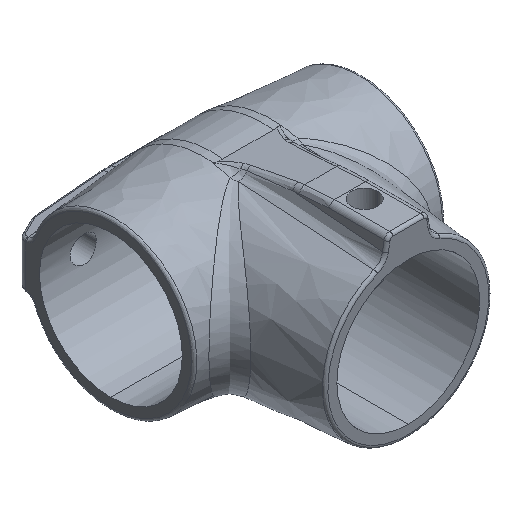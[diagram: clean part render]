
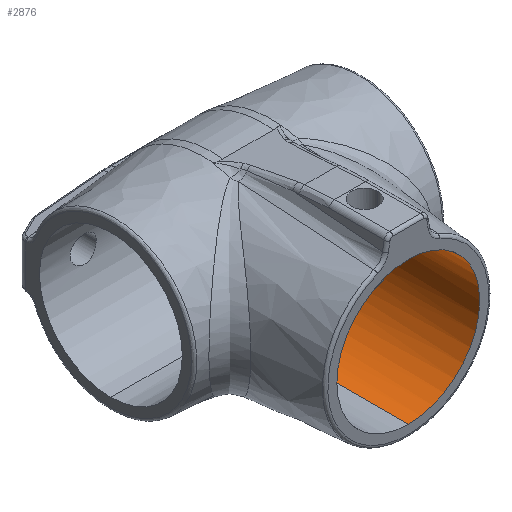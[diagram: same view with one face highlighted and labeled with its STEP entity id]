
A CAD part, isometric view. The second image highlights one B-rep face of the part: STEP entity #2876.
In plain terms, the highlighted cylindrical face has radius 24.5 mm (diameter 49 mm), a partial arc.
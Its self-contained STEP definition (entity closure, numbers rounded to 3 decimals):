
#22 = VERTEX_POINT ( 'NONE', #4504 ) ;
#37 = EDGE_CURVE ( 'NONE', #5010, #1053, #5833, .T. ) ;
#63 = LINE ( 'NONE', #4341, #8398 ) ;
#264 = AXIS2_PLACEMENT_3D ( 'NONE', #7652, #8328, #8290 ) ;
#404 = CYLINDRICAL_SURFACE ( 'NONE', #6854, 24.5 ) ;
#414 = CARTESIAN_POINT ( 'NONE',  ( 4.5, -44., 24.083 ) ) ;
#455 = CARTESIAN_POINT ( 'NONE',  ( 1.452, -39.731, 24.458 ) ) ;
#499 = ORIENTED_EDGE ( 'NONE', *, *, #2329, .T. ) ;
#587 = CARTESIAN_POINT ( 'NONE',  ( 0., 69.296, 0. ) ) ;
#619 = CARTESIAN_POINT ( 'NONE',  ( 0., -48.5, 24.5 ) ) ;
#637 = ORIENTED_EDGE ( 'NONE', *, *, #2409, .T. ) ;
#715 = CARTESIAN_POINT ( 'NONE',  ( 0.587, -48.471, 24.495 ) ) ;
#726 = CARTESIAN_POINT ( 'NONE',  ( 0., 0., 24.5 ) ) ;
#741 = CARTESIAN_POINT ( 'NONE',  ( 3.388, -41.024, 24.266 ) ) ;
#747 = CARTESIAN_POINT ( 'NONE',  ( 2.973, -47.39, 24.32 ) ) ;
#798 = CARTESIAN_POINT ( 'NONE',  ( 1.168, -48.356, 24.474 ) ) ;
#838 = CARTESIAN_POINT ( 'NONE',  ( 4.043, -45.998, 24.164 ) ) ;
#874 = CARTESIAN_POINT ( 'NONE',  ( 0.59, -39.529, 24.495 ) ) ;
#1053 = VERTEX_POINT ( 'NONE', #4860 ) ;
#1084 = VECTOR ( 'NONE', #7784, 1000. ) ;
#1159 = CARTESIAN_POINT ( 'NONE',  ( 49., -59., 24.5 ) ) ;
#1198 = CIRCLE ( 'NONE', #264, 24.5 ) ;
#1261 = DIRECTION ( 'NONE',  ( 0., -1., 0. ) ) ;
#1395 = CARTESIAN_POINT ( 'NONE',  ( 4.269, -45.453, 24.125 ) ) ;
#1517 = CARTESIAN_POINT ( 'NONE',  ( 4.355, -42.827, 24.11 ) ) ;
#1521 = EDGE_LOOP ( 'NONE', ( #1669, #5286, #499, #637, #6476, #6485, #6987 ) ) ;
#1669 = ORIENTED_EDGE ( 'NONE', *, *, #37, .F. ) ;
#1785 = CARTESIAN_POINT ( 'NONE',  ( 0., -39.5, 24.5 ) ) ;
#1906 = CARTESIAN_POINT ( 'NONE',  ( 0., 69.296, 24.5 ) ) ;
#1983 = EDGE_CURVE ( 'NONE', #8203, #3718, #63, .T. ) ;
#2329 = EDGE_CURVE ( 'NONE', #7534, #3315, #5513, .T. ) ;
#2409 = EDGE_CURVE ( 'NONE', #3315, #3718, #1198, .T. ) ;
#2697 = CARTESIAN_POINT ( 'NONE',  ( 2.254, -40.094, 24.397 ) ) ;
#2876 = ADVANCED_FACE ( 'NONE', ( #4213 ), #404, .F. ) ;
#3080 = EDGE_CURVE ( 'NONE', #5010, #7534, #3661, .T. ) ;
#3315 = VERTEX_POINT ( 'NONE', #4846 ) ;
#3396 = CARTESIAN_POINT ( 'NONE',  ( 3.578, -46.745, 24.238 ) ) ;
#3427 = CARTESIAN_POINT ( 'NONE',  ( 4.471, -44.591, 24.089 ) ) ;
#3452 = CARTESIAN_POINT ( 'NONE',  ( 4.356, -45.167, 24.11 ) ) ;
#3661 =( BOUNDED_CURVE ( )  B_SPLINE_CURVE ( 3, ( #3739, #1159, #7309, #5435 ),
 .UNSPECIFIED., .F., .F. ) 
 B_SPLINE_CURVE_WITH_KNOTS ( ( 4, 4 ),
 ( 4.712, 7.854 ),
 .UNSPECIFIED. ) 
 CURVE ( )  GEOMETRIC_REPRESENTATION_ITEM ( )  RATIONAL_B_SPLINE_CURVE ( ( 1., 0.333, 0.333, 1. ) ) 
 REPRESENTATION_ITEM ( '' )  );
#3718 = VERTEX_POINT ( 'NONE', #5370 ) ;
#3739 = CARTESIAN_POINT ( 'NONE',  ( 0., 0., 24.5 ) ) ;
#3865 = CARTESIAN_POINT ( 'NONE',  ( 2.744, -40.421, 24.347 ) ) ;
#3921 = DIRECTION ( 'NONE',  ( 0., -1., 0. ) ) ;
#4070 = CARTESIAN_POINT ( 'NONE',  ( 3.574, -41.25, 24.238 ) ) ;
#4091 = EDGE_CURVE ( 'NONE', #1053, #22, #4702, .T. ) ;
#4213 = FACE_OUTER_BOUND ( 'NONE', #1521, .T. ) ;
#4341 = CARTESIAN_POINT ( 'NONE',  ( 0., 69.296, 24.5 ) ) ;
#4504 = CARTESIAN_POINT ( 'NONE',  ( 4.5, -44., 24.083 ) ) ;
#4655 = CARTESIAN_POINT ( 'NONE',  ( 1.994, -48.045, 24.42 ) ) ;
#4702 = B_SPLINE_CURVE_WITH_KNOTS ( 'NONE', 3,
 ( #1785, #5097, #874, #5139, #455, #6550, #2697, #3865, #8496, #741, #4070, #5312, #6066, #7445, #1517, #6809, #8129, #414 ),
 .UNSPECIFIED., .F., .F.,
 ( 4, 2, 2, 2, 2, 2, 2, 2, 4 ),
 ( 0.021, 0.022, 0.023, 0.024, 0.025, 0.026, 0.026, 0.027, 0.028 ),
 .UNSPECIFIED. ) ;
#4759 = B_SPLINE_CURVE_WITH_KNOTS ( 'NONE', 3,
 ( #6700, #7922, #3427, #3452, #1395, #838, #6044, #3396, #5405, #747, #7273, #5345, #4655, #8027, #798, #715, #5433, #5999 ),
 .UNSPECIFIED., .F., .F.,
 ( 4, 2, 2, 2, 2, 2, 2, 2, 4 ),
 ( 0., 0.001, 0.002, 0.003, 0.004, 0.004, 0.005, 0.006, 0.007 ),
 .UNSPECIFIED. ) ;
#4846 = CARTESIAN_POINT ( 'NONE',  ( 0., -59., -24.5 ) ) ;
#4860 = CARTESIAN_POINT ( 'NONE',  ( 0., -39.5, 24.5 ) ) ;
#5010 = VERTEX_POINT ( 'NONE', #726 ) ;
#5097 = CARTESIAN_POINT ( 'NONE',  ( 0.297, -39.5, 24.5 ) ) ;
#5139 = CARTESIAN_POINT ( 'NONE',  ( 1.166, -39.644, 24.474 ) ) ;
#5224 = DIRECTION ( 'NONE',  ( 0., -1., 0. ) ) ;
#5286 = ORIENTED_EDGE ( 'NONE', *, *, #3080, .T. ) ;
#5312 = CARTESIAN_POINT ( 'NONE',  ( 3.904, -41.742, 24.188 ) ) ;
#5345 = CARTESIAN_POINT ( 'NONE',  ( 2.255, -47.905, 24.397 ) ) ;
#5370 = CARTESIAN_POINT ( 'NONE',  ( 0., -59., 24.5 ) ) ;
#5405 = CARTESIAN_POINT ( 'NONE',  ( 3.388, -46.976, 24.266 ) ) ;
#5433 = CARTESIAN_POINT ( 'NONE',  ( 0.294, -48.5, 24.5 ) ) ;
#5435 = CARTESIAN_POINT ( 'NONE',  ( 0., 0., -24.5 ) ) ;
#5513 = LINE ( 'NONE', #7906, #1084 ) ;
#5833 = LINE ( 'NONE', #1906, #8291 ) ;
#5999 = CARTESIAN_POINT ( 'NONE',  ( 0., -48.5, 24.5 ) ) ;
#6044 = CARTESIAN_POINT ( 'NONE',  ( 3.904, -46.257, 24.187 ) ) ;
#6066 = CARTESIAN_POINT ( 'NONE',  ( 4.042, -42.002, 24.164 ) ) ;
#6319 = EDGE_CURVE ( 'NONE', #22, #8203, #4759, .T. ) ;
#6476 = ORIENTED_EDGE ( 'NONE', *, *, #1983, .F. ) ;
#6485 = ORIENTED_EDGE ( 'NONE', *, *, #6319, .F. ) ;
#6550 = CARTESIAN_POINT ( 'NONE',  ( 1.996, -39.956, 24.42 ) ) ;
#6700 = CARTESIAN_POINT ( 'NONE',  ( 4.5, -44., 24.083 ) ) ;
#6809 = CARTESIAN_POINT ( 'NONE',  ( 4.471, -43.408, 24.089 ) ) ;
#6854 = AXIS2_PLACEMENT_3D ( 'NONE', #587, #1261, #7071 ) ;
#6987 = ORIENTED_EDGE ( 'NONE', *, *, #4091, .F. ) ;
#7071 = DIRECTION ( 'NONE',  ( 0., 0., -1. ) ) ;
#7273 = CARTESIAN_POINT ( 'NONE',  ( 2.747, -47.576, 24.347 ) ) ;
#7309 = CARTESIAN_POINT ( 'NONE',  ( 49., -59., -24.5 ) ) ;
#7445 = CARTESIAN_POINT ( 'NONE',  ( 4.267, -42.542, 24.126 ) ) ;
#7455 = CARTESIAN_POINT ( 'NONE',  ( 0., 0., -24.5 ) ) ;
#7534 = VERTEX_POINT ( 'NONE', #7455 ) ;
#7652 = CARTESIAN_POINT ( 'NONE',  ( 0., -59., 0. ) ) ;
#7784 = DIRECTION ( 'NONE',  ( 0., -1., 0. ) ) ;
#7906 = CARTESIAN_POINT ( 'NONE',  ( 0., 69.296, -24.5 ) ) ;
#7922 = CARTESIAN_POINT ( 'NONE',  ( 4.5, -44.298, 24.083 ) ) ;
#8027 = CARTESIAN_POINT ( 'NONE',  ( 1.453, -48.269, 24.458 ) ) ;
#8129 = CARTESIAN_POINT ( 'NONE',  ( 4.5, -43.702, 24.083 ) ) ;
#8203 = VERTEX_POINT ( 'NONE', #619 ) ;
#8290 = DIRECTION ( 'NONE',  ( 0., 0., -1. ) ) ;
#8291 = VECTOR ( 'NONE', #5224, 1000. ) ;
#8328 = DIRECTION ( 'NONE',  ( 0., -1., 0. ) ) ;
#8398 = VECTOR ( 'NONE', #3921, 1000. ) ;
#8496 = CARTESIAN_POINT ( 'NONE',  ( 2.974, -40.61, 24.32 ) ) ;
